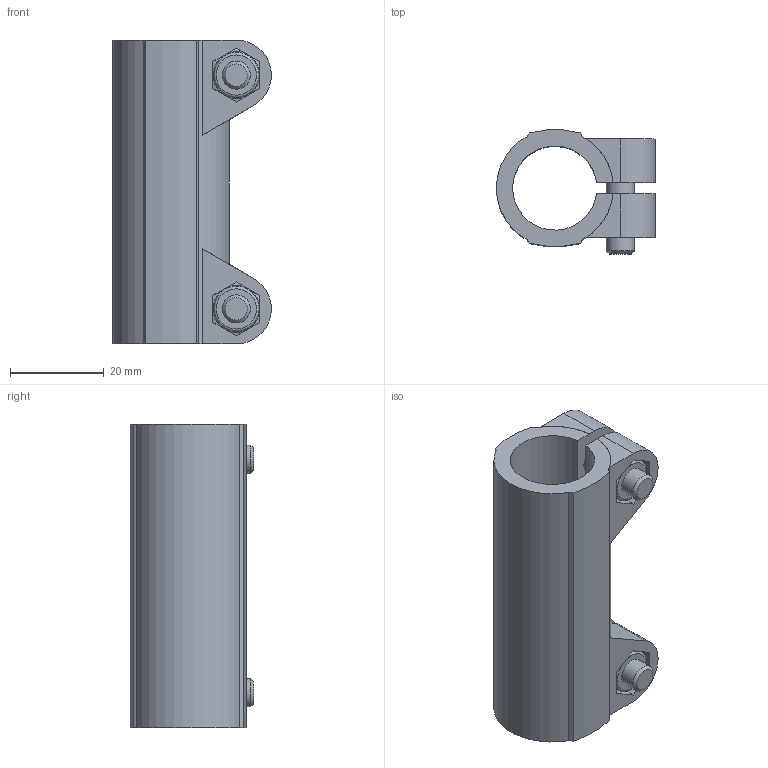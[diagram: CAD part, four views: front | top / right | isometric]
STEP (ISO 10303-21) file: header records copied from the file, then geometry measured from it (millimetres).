
FILE_DESCRIPTION( ( 'STEP AP214' ), '1' );
FILE_NAME( 'K0483.18.stp', '2020-12-08T10:25:44', ( '' ), ( '' ), ' ', 'PARTsolutions', ' ' );
FILE_SCHEMA( ( 'AUTOMOTIVE_DESIGN { 1 0 10303 214 1 1 1 1 }' ) );
Length unit declared in the file: millimetre
Products named in the file (1): _K0483.18
Bounding box: 33.96 x 26.42 x 65 mm (x, y, z)
Volume: 20435.8 mm3; surface area: 12940.4 mm2
Topology: 1 solids, 13 shells, 160 faces, 348 edges, 228 vertices
Faces by surface type: plane 106, cone 26, cylinder 24, torus 4
Full cylindrical faces by diameter (mm): 6 x4, 6.4 x4, 9.6 x2, 9.9 x2
Entity records: 5520 total; most frequent: CARTESIAN_POINT 863, DIRECTION 678, ORIENTED_EDGE 644, EDGE_CURVE 322, AXIS2_PLACEMENT_3D 243, VERTEX_POINT 220, EDGE_LOOP 196, LINE 192
